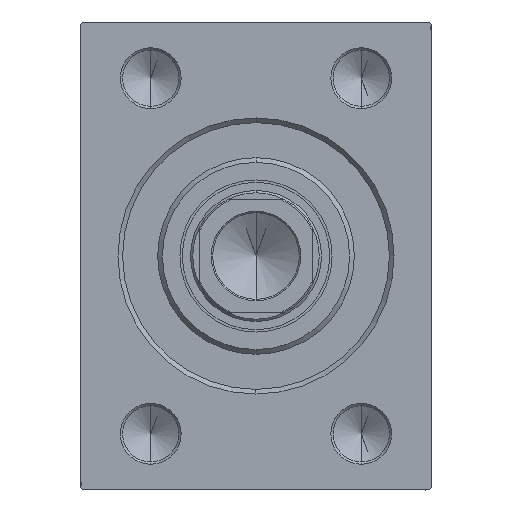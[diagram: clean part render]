
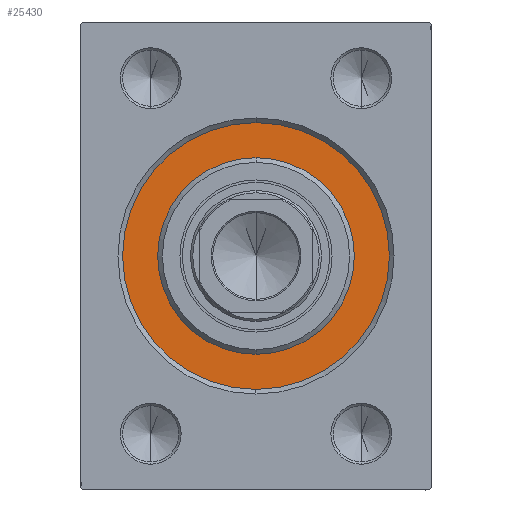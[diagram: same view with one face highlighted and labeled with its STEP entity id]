
A CAD part, left-side view. The second image highlights one B-rep face of the part: STEP entity #25430.
In plain terms, the highlighted face is planar.
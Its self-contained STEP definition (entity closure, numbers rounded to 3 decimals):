
#1197 = EDGE_CURVE ( 'NONE', #8111, #11745, #37502, .T. ) ;
#1917 = FACE_OUTER_BOUND ( 'NONE', #8924, .T. ) ;
#2363 = DIRECTION ( 'NONE',  ( 0., 0., 1. ) ) ;
#2465 = CARTESIAN_POINT ( 'NONE',  ( 0., 0., 21. ) ) ;
#4005 = CIRCLE ( 'NONE', #4722, 21. ) ;
#4722 = AXIS2_PLACEMENT_3D ( 'NONE', #35402, #34967, #7519 ) ;
#5218 = AXIS2_PLACEMENT_3D ( 'NONE', #33233, #29813, #2363 ) ;
#5899 = CIRCLE ( 'NONE', #10244, 28.5 ) ;
#6173 = DIRECTION ( 'NONE',  ( 0., 0., 1. ) ) ;
#6424 = ORIENTED_EDGE ( 'NONE', *, *, #34762, .F. ) ;
#7519 = DIRECTION ( 'NONE',  ( 0., 0., -1. ) ) ;
#8111 = VERTEX_POINT ( 'NONE', #39081 ) ;
#8506 = VERTEX_POINT ( 'NONE', #12276 ) ;
#8509 = PLANE ( 'NONE',  #5218 ) ;
#8924 = EDGE_LOOP ( 'NONE', ( #11463, #22751 ) ) ;
#9757 = DIRECTION ( 'NONE',  ( 1., 0., 0. ) ) ;
#10244 = AXIS2_PLACEMENT_3D ( 'NONE', #26911, #20111, #16932 ) ;
#11463 = ORIENTED_EDGE ( 'NONE', *, *, #44125, .F. ) ;
#11745 = VERTEX_POINT ( 'NONE', #2465 ) ;
#12276 = CARTESIAN_POINT ( 'NONE',  ( 0., 0., 28.5 ) ) ;
#13612 = CIRCLE ( 'NONE', #38883, 28.5 ) ;
#16508 = AXIS2_PLACEMENT_3D ( 'NONE', #43991, #9757, #40583 ) ;
#16932 = DIRECTION ( 'NONE',  ( 0., 0., 1. ) ) ;
#20111 = DIRECTION ( 'NONE',  ( -1., 0., 0. ) ) ;
#22751 = ORIENTED_EDGE ( 'NONE', *, *, #23437, .F. ) ;
#23437 = EDGE_CURVE ( 'NONE', #8506, #40900, #5899, .T. ) ;
#23832 = ORIENTED_EDGE ( 'NONE', *, *, #1197, .F. ) ;
#25430 = ADVANCED_FACE ( 'NONE', ( #39566, #1917 ), #8509, .F. ) ;
#26812 = DIRECTION ( 'NONE',  ( -1., 0., 0. ) ) ;
#26911 = CARTESIAN_POINT ( 'NONE',  ( 0., 0., 0. ) ) ;
#29813 = DIRECTION ( 'NONE',  ( -1., 0., 0. ) ) ;
#30199 = CARTESIAN_POINT ( 'NONE',  ( 0., 0., 0. ) ) ;
#32892 = EDGE_LOOP ( 'NONE', ( #6424, #23832 ) ) ;
#33233 = CARTESIAN_POINT ( 'NONE',  ( 0., 0., 0. ) ) ;
#34762 = EDGE_CURVE ( 'NONE', #11745, #8111, #4005, .T. ) ;
#34967 = DIRECTION ( 'NONE',  ( 1., 0., 0. ) ) ;
#35402 = CARTESIAN_POINT ( 'NONE',  ( 0., 0., 0. ) ) ;
#37502 = CIRCLE ( 'NONE', #16508, 21. ) ;
#38883 = AXIS2_PLACEMENT_3D ( 'NONE', #30199, #26812, #6173 ) ;
#39081 = CARTESIAN_POINT ( 'NONE',  ( 0., 0., -21. ) ) ;
#39566 = FACE_BOUND ( 'NONE', #32892, .T. ) ;
#40583 = DIRECTION ( 'NONE',  ( 0., 0., -1. ) ) ;
#40900 = VERTEX_POINT ( 'NONE', #42250 ) ;
#42250 = CARTESIAN_POINT ( 'NONE',  ( 0., 0., -28.5 ) ) ;
#43991 = CARTESIAN_POINT ( 'NONE',  ( 0., 0., 0. ) ) ;
#44125 = EDGE_CURVE ( 'NONE', #40900, #8506, #13612, .T. ) ;
